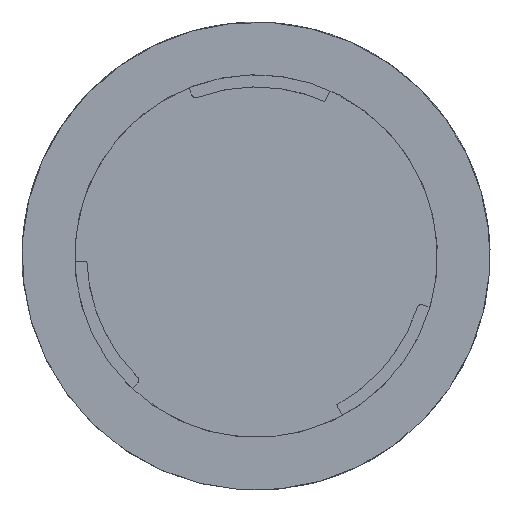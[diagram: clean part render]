
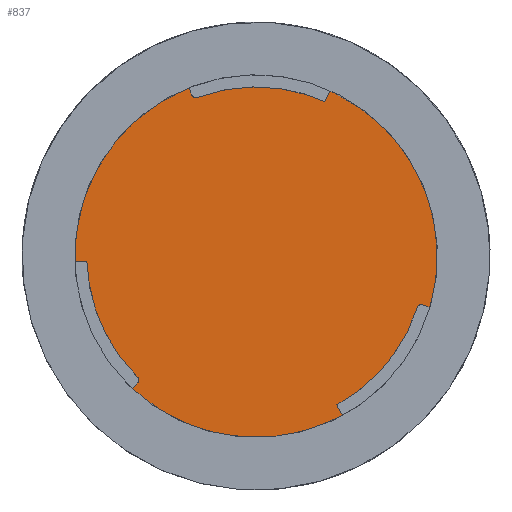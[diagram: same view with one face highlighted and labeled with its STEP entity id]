
A CAD part, top view. The second image highlights one B-rep face of the part: STEP entity #837.
In plain terms, the highlighted planar face has unit normal (0, 0, 1).
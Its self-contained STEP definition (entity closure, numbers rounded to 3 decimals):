
#99=LINE('',#1312,#164);
#100=LINE('',#1316,#165);
#101=LINE('',#1317,#166);
#102=LINE('',#1321,#167);
#103=LINE('',#1322,#168);
#104=LINE('',#1326,#169);
#164=VECTOR('',#1015,1000.);
#165=VECTOR('',#1018,1000.);
#166=VECTOR('',#1019,1000.);
#167=VECTOR('',#1022,1000.);
#168=VECTOR('',#1023,1000.);
#169=VECTOR('',#1026,1000.);
#252=ORIENTED_EDGE('',*,*,#476,.T.);
#253=ORIENTED_EDGE('',*,*,#494,.T.);
#254=ORIENTED_EDGE('',*,*,#495,.F.);
#255=ORIENTED_EDGE('',*,*,#496,.F.);
#256=ORIENTED_EDGE('',*,*,#490,.T.);
#257=ORIENTED_EDGE('',*,*,#497,.F.);
#258=ORIENTED_EDGE('',*,*,#498,.F.);
#259=ORIENTED_EDGE('',*,*,#499,.T.);
#260=ORIENTED_EDGE('',*,*,#483,.T.);
#261=ORIENTED_EDGE('',*,*,#500,.F.);
#262=ORIENTED_EDGE('',*,*,#501,.F.);
#263=ORIENTED_EDGE('',*,*,#502,.T.);
#476=EDGE_CURVE('',#599,#598,#665,.T.);
#483=EDGE_CURVE('',#606,#605,#667,.T.);
#490=EDGE_CURVE('',#613,#612,#669,.T.);
#494=EDGE_CURVE('',#598,#616,#99,.T.);
#495=EDGE_CURVE('',#617,#616,#671,.F.);
#496=EDGE_CURVE('',#613,#617,#100,.T.);
#497=EDGE_CURVE('',#618,#612,#101,.T.);
#498=EDGE_CURVE('',#619,#618,#672,.F.);
#499=EDGE_CURVE('',#619,#606,#102,.T.);
#500=EDGE_CURVE('',#620,#605,#103,.T.);
#501=EDGE_CURVE('',#621,#620,#673,.F.);
#502=EDGE_CURVE('',#621,#599,#104,.T.);
#598=VERTEX_POINT('',#1255);
#599=VERTEX_POINT('',#1257);
#605=VERTEX_POINT('',#1275);
#606=VERTEX_POINT('',#1277);
#612=VERTEX_POINT('',#1295);
#613=VERTEX_POINT('',#1297);
#616=VERTEX_POINT('',#1313);
#617=VERTEX_POINT('',#1315);
#618=VERTEX_POINT('',#1318);
#619=VERTEX_POINT('',#1320);
#620=VERTEX_POINT('',#1323);
#621=VERTEX_POINT('',#1325);
#665=CIRCLE('',#905,21.7);
#667=CIRCLE('',#907,21.7);
#669=CIRCLE('',#909,21.7);
#671=CIRCLE('',#913,20.251);
#672=CIRCLE('',#914,20.25);
#673=CIRCLE('',#915,20.251);
#693=EDGE_LOOP('',(#252,#253,#254,#255,#256,#257,#258,#259,#260,#261,#262,
#263));
#752=FACE_BOUND('',#693,.T.);
#805=PLANE('',#912);
#837=ADVANCED_FACE('',(#752),#805,.T.);
#905=AXIS2_PLACEMENT_3D('',#1256,#993,#994);
#907=AXIS2_PLACEMENT_3D('',#1276,#1000,#1001);
#909=AXIS2_PLACEMENT_3D('',#1296,#1007,#1008);
#912=AXIS2_PLACEMENT_3D('',#1311,#1013,#1014);
#913=AXIS2_PLACEMENT_3D('',#1314,#1016,#1017);
#914=AXIS2_PLACEMENT_3D('',#1319,#1020,#1021);
#915=AXIS2_PLACEMENT_3D('',#1324,#1024,#1025);
#993=DIRECTION('',(0.,0.,1.));
#994=DIRECTION('',(-0.998,0.07,0.));
#1000=DIRECTION('',(0.,0.,1.));
#1001=DIRECTION('',(-0.998,0.07,0.));
#1007=DIRECTION('',(0.,0.,1.));
#1008=DIRECTION('',(-0.998,0.07,0.));
#1013=DIRECTION('',(0.,0.,1.));
#1014=DIRECTION('',(0.998,-0.07,0.));
#1015=DIRECTION('',(1.,0.031,0.));
#1016=DIRECTION('',(0.,0.,1.));
#1017=DIRECTION('',(-0.998,0.07,0.));
#1018=DIRECTION('',(0.989,0.146,0.));
#1019=DIRECTION('',(0.477,-0.879,0.));
#1020=DIRECTION('',(0.,0.,1.));
#1021=DIRECTION('',(-0.998,0.07,0.));
#1022=DIRECTION('',(0.575,-0.818,0.));
#1023=DIRECTION('',(0.407,0.913,0.));
#1024=DIRECTION('',(0.,0.,1.));
#1025=DIRECTION('',(1.,0.,0.));
#1026=DIRECTION('',(0.299,0.954,0.));
#1255=CARTESIAN_POINT('',(-21.689,-0.678,-19.05));
#1256=CARTESIAN_POINT('',(0.,0.001,-19.05));
#1257=CARTESIAN_POINT('',(6.498,20.705,-19.05));
#1275=CARTESIAN_POINT('',(8.836,19.82,-19.05));
#1276=CARTESIAN_POINT('',(0.,0.001,-19.05));
#1277=CARTESIAN_POINT('',(12.482,-17.75,-19.05));
#1295=CARTESIAN_POINT('',(10.357,-19.068,-19.05));
#1296=CARTESIAN_POINT('',(0.,0.001,-19.05));
#1297=CARTESIAN_POINT('',(-21.467,-3.168,-19.05));
#1311=CARTESIAN_POINT('',(0.,0.002,-19.05));
#1312=CARTESIAN_POINT('',(-10.845,-0.338,-19.05));
#1313=CARTESIAN_POINT('',(-20.241,-0.633,-19.05));
#1314=CARTESIAN_POINT('',(0.,0.002,-19.05));
#1315=CARTESIAN_POINT('',(-20.034,-2.956,-19.05));
#1316=CARTESIAN_POINT('',(-10.733,-1.581,-19.05));
#1317=CARTESIAN_POINT('',(0.,0.002,-19.05));
#1318=CARTESIAN_POINT('',(9.665,-17.794,-19.05));
#1319=CARTESIAN_POINT('',(0.,0.001,-19.05));
#1320=CARTESIAN_POINT('',(11.648,-16.564,-19.05));
#1321=CARTESIAN_POINT('',(0.003,0.004,-19.05));
#1322=CARTESIAN_POINT('',(0.,0.002,-19.05));
#1323=CARTESIAN_POINT('',(8.246,18.498,-19.05));
#1324=CARTESIAN_POINT('',(0.,0.002,-19.05));
#1325=CARTESIAN_POINT('',(6.065,19.328,-19.05));
#1326=CARTESIAN_POINT('',(0.,0.002,-19.05));
